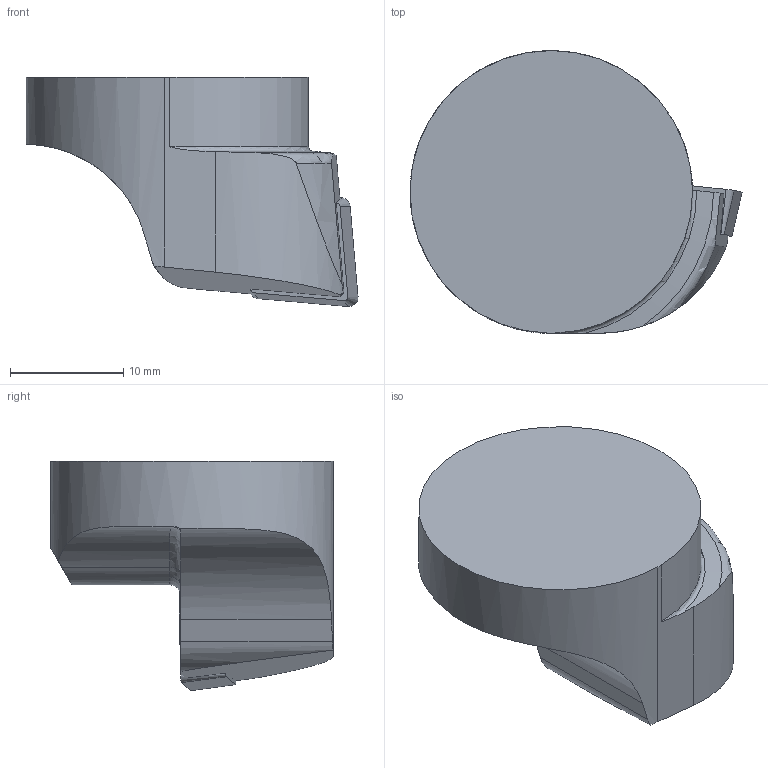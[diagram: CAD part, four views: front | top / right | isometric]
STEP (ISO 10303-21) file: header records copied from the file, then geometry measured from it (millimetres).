
FILE_DESCRIPTION(/* description */ (''),/* implementation_level */ '2;1');
FILE_NAME(/* name */ '1558418570579.stp',/* time_stamp */ '2019-05-21T11:33:02+05:00',/* author */ (''),/* organization */ ('SMS'),/* preprocessor_version */ 'ST-DEVELOPER v15',/* originating_system */ 'SIEMENS PLM Software NX 8.5',/* authorisation */ '');
FILE_SCHEMA (('AUTOMOTIVE_DESIGN { 1 0 10303 214 3 1 1 1 }'));
Length unit declared in the file: millimetre
Products named in the file (4): IsoTurningInsert; ASSEMBLY_CONSTRUCTION; 201795522mod000_00; 201795519mod000_00
Assembly tree (3 placements, depth 2):
  201795519mod000_00
    201795522mod000_00
    ASSEMBLY_CONSTRUCTION
    IsoTurningInsert
Bounding box: 29.37 x 25 x 20.27 mm (x, y, z)
Volume: 6125.6 mm3; surface area: 2590.2 mm2
Topology: 2 solids, 2 shells, 57 faces, 149 edges, 103 vertices
Faces by surface type: plane 24, cylinder 11, cone 10, torus 8, bspline 4
Full cylindrical faces by diameter (mm): 4.4 x2
Entity records: 2066 total; most frequent: CARTESIAN_POINT 568, DIRECTION 294, ORIENTED_EDGE 272, EDGE_CURVE 136, AXIS2_PLACEMENT_3D 120, VERTEX_POINT 92, EDGE_LOOP 68, ADVANCED_FACE 57
